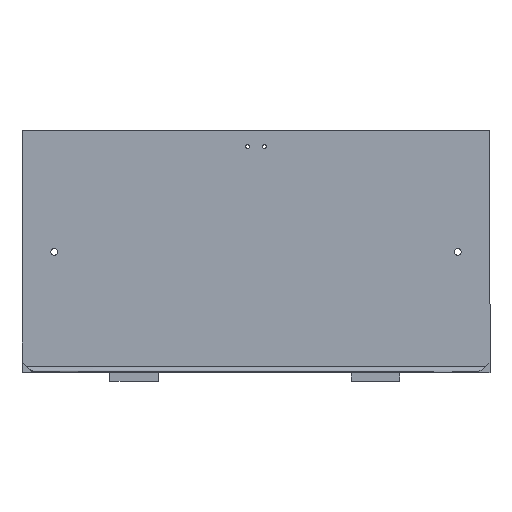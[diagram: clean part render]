
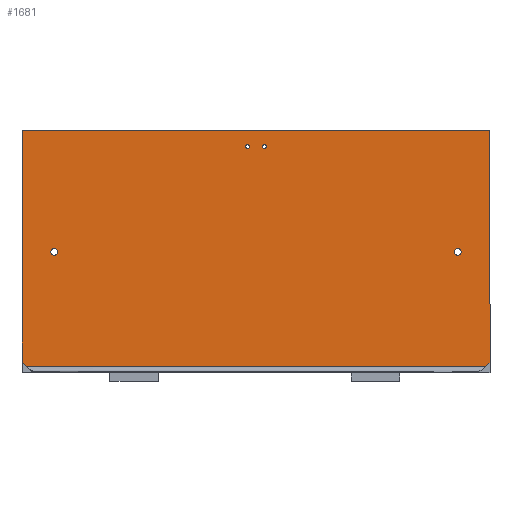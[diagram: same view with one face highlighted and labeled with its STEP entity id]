
A CAD part, top view. The second image highlights one B-rep face of the part: STEP entity #1681.
In plain terms, the highlighted planar face has unit normal (0, 0, 1).
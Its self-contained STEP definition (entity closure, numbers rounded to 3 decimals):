
#27 = DIRECTION ( 'NONE',  ( 0., 0., 1. ) ) ;
#29 = VERTEX_POINT ( 'NONE', #831 ) ;
#73 = LINE ( 'NONE', #457, #832 ) ;
#87 = CARTESIAN_POINT ( 'NONE',  ( -145., 90., 0.531 ) ) ;
#90 = DIRECTION ( 'NONE',  ( 0., 0., 1. ) ) ;
#100 = ORIENTED_EDGE ( 'NONE', *, *, #668, .F. ) ;
#118 = ORIENTED_EDGE ( 'NONE', *, *, #492, .F. ) ;
#125 = CARTESIAN_POINT ( 'NONE',  ( 145., 90., 0.531 ) ) ;
#148 = CIRCLE ( 'NONE', #594, 1.25 ) ;
#165 = CARTESIAN_POINT ( 'NONE',  ( 5.15, 80.2, 0.531 ) ) ;
#177 = EDGE_CURVE ( 'NONE', #471, #429, #148, .T. ) ;
#186 = EDGE_CURVE ( 'NONE', #1180, #700, #73, .T. ) ;
#219 = CARTESIAN_POINT ( 'NONE',  ( -6.4, 80.2, 0.531 ) ) ;
#221 = DIRECTION ( 'NONE',  ( 0., 0., 1. ) ) ;
#225 = EDGE_CURVE ( 'NONE', #885, #1180, #1518, .T. ) ;
#262 = DIRECTION ( 'NONE',  ( 0., 1., 0. ) ) ;
#271 = CARTESIAN_POINT ( 'NONE',  ( 127.1, 15., 0.531 ) ) ;
#274 = ORIENTED_EDGE ( 'NONE', *, *, #1256, .T. ) ;
#286 = CARTESIAN_POINT ( 'NONE',  ( 125., 15., 0.531 ) ) ;
#293 = VERTEX_POINT ( 'NONE', #595 ) ;
#314 = CARTESIAN_POINT ( 'NONE',  ( 6.4, 80.2, 0.531 ) ) ;
#317 = VECTOR ( 'NONE', #262, 1000. ) ;
#324 = CARTESIAN_POINT ( 'NONE',  ( -145., -53.248, 0.531 ) ) ;
#326 = EDGE_CURVE ( 'NONE', #1296, #861, #1212, .T. ) ;
#333 = DIRECTION ( 'NONE',  ( 0., 0., 1. ) ) ;
#342 = VECTOR ( 'NONE', #1349, 1000. ) ;
#354 = EDGE_CURVE ( 'NONE', #700, #1549, #423, .T. ) ;
#357 = DIRECTION ( 'NONE',  ( 1., 0., 0. ) ) ;
#376 = ORIENTED_EDGE ( 'NONE', *, *, #1500, .F. ) ;
#380 = CARTESIAN_POINT ( 'NONE',  ( -127.1, 15., 0.531 ) ) ;
#390 = CARTESIAN_POINT ( 'NONE',  ( 122.9, 15., 0.531 ) ) ;
#397 = AXIS2_PLACEMENT_3D ( 'NONE', #896, #1417, #1028 ) ;
#403 = DIRECTION ( 'NONE',  ( 1., 0., 0. ) ) ;
#411 = ORIENTED_EDGE ( 'NONE', *, *, #326, .F. ) ;
#423 = LINE ( 'NONE', #1473, #1277 ) ;
#425 = DIRECTION ( 'NONE',  ( 0., 0., 1. ) ) ;
#429 = VERTEX_POINT ( 'NONE', #219 ) ;
#444 = FACE_OUTER_BOUND ( 'NONE', #593, .T. ) ;
#451 = AXIS2_PLACEMENT_3D ( 'NONE', #956, #333, #978 ) ;
#457 = CARTESIAN_POINT ( 'NONE',  ( -145., 90., 0.531 ) ) ;
#471 = VERTEX_POINT ( 'NONE', #491 ) ;
#480 = ORIENTED_EDGE ( 'NONE', *, *, #654, .T. ) ;
#491 = CARTESIAN_POINT ( 'NONE',  ( -3.9, 80.2, 0.531 ) ) ;
#492 = EDGE_CURVE ( 'NONE', #861, #1296, #597, .T. ) ;
#498 = ORIENTED_EDGE ( 'NONE', *, *, #1168, .F. ) ;
#524 = CARTESIAN_POINT ( 'NONE',  ( 145., 90., 0.531 ) ) ;
#547 = ORIENTED_EDGE ( 'NONE', *, *, #177, .F. ) ;
#593 = EDGE_LOOP ( 'NONE', ( #1472, #480, #274, #913, #1447, #1522 ) ) ;
#594 = AXIS2_PLACEMENT_3D ( 'NONE', #1402, #1255, #1243 ) ;
#595 = CARTESIAN_POINT ( 'NONE',  ( 3.9, 80.2, 0.531 ) ) ;
#597 = CIRCLE ( 'NONE', #1165, 2.1 ) ;
#654 = EDGE_CURVE ( 'NONE', #1012, #1037, #1621, .T. ) ;
#668 = EDGE_CURVE ( 'NONE', #29, #1625, #1593, .T. ) ;
#700 = VERTEX_POINT ( 'NONE', #324 ) ;
#737 = EDGE_CURVE ( 'NONE', #1012, #1549, #1538, .T. ) ;
#739 = DIRECTION ( 'NONE',  ( 1., 0., 0. ) ) ;
#752 = FACE_BOUND ( 'NONE', #1576, .T. ) ;
#764 = EDGE_LOOP ( 'NONE', ( #498, #547 ) ) ;
#783 = VECTOR ( 'NONE', #900, 1000. ) ;
#788 = AXIS2_PLACEMENT_3D ( 'NONE', #1129, #221, #357 ) ;
#793 = ORIENTED_EDGE ( 'NONE', *, *, #958, .F. ) ;
#803 = AXIS2_PLACEMENT_3D ( 'NONE', #286, #813, #1338 ) ;
#813 = DIRECTION ( 'NONE',  ( 0., 0., 1. ) ) ;
#831 = CARTESIAN_POINT ( 'NONE',  ( -122.9, 15., 0.531 ) ) ;
#832 = VECTOR ( 'NONE', #1634, 1000. ) ;
#838 = AXIS2_PLACEMENT_3D ( 'NONE', #165, #425, #1211 ) ;
#840 = CARTESIAN_POINT ( 'NONE',  ( 145., -53.248, 0.531 ) ) ;
#848 = CARTESIAN_POINT ( 'NONE',  ( 142.312, -55.935, 0.531 ) ) ;
#852 = EDGE_CURVE ( 'NONE', #1625, #29, #974, .T. ) ;
#858 = CARTESIAN_POINT ( 'NONE',  ( 0., 0., 0.531 ) ) ;
#861 = VERTEX_POINT ( 'NONE', #271 ) ;
#885 = VERTEX_POINT ( 'NONE', #524 ) ;
#886 = CARTESIAN_POINT ( 'NONE',  ( 125., 15., 0.531 ) ) ;
#896 = CARTESIAN_POINT ( 'NONE',  ( -5.15, 80.2, 0.531 ) ) ;
#900 = DIRECTION ( 'NONE',  ( -1., 0., 0. ) ) ;
#902 = CIRCLE ( 'NONE', #788, 1.25 ) ;
#913 = ORIENTED_EDGE ( 'NONE', *, *, #225, .T. ) ;
#919 = CIRCLE ( 'NONE', #838, 1.25 ) ;
#929 = LINE ( 'NONE', #125, #317 ) ;
#947 = DIRECTION ( 'NONE',  ( 0.707, -0.707, 0. ) ) ;
#956 = CARTESIAN_POINT ( 'NONE',  ( -125., 15., 0.531 ) ) ;
#958 = EDGE_CURVE ( 'NONE', #293, #1638, #919, .T. ) ;
#965 = FACE_BOUND ( 'NONE', #1333, .T. ) ;
#974 = CIRCLE ( 'NONE', #1458, 2.1 ) ;
#978 = DIRECTION ( 'NONE',  ( 1., 0., 0. ) ) ;
#998 = DIRECTION ( 'NONE',  ( -1., 0., 0. ) ) ;
#1012 = VERTEX_POINT ( 'NONE', #848 ) ;
#1021 = CARTESIAN_POINT ( 'NONE',  ( -142.312, -55.935, 0.531 ) ) ;
#1024 = CARTESIAN_POINT ( 'NONE',  ( 0., -55.935, 0.531 ) ) ;
#1028 = DIRECTION ( 'NONE',  ( 1., 0., 0. ) ) ;
#1037 = VERTEX_POINT ( 'NONE', #840 ) ;
#1058 = CARTESIAN_POINT ( 'NONE',  ( -145., 90., 0.531 ) ) ;
#1085 = EDGE_LOOP ( 'NONE', ( #1314, #100 ) ) ;
#1129 = CARTESIAN_POINT ( 'NONE',  ( 5.15, 80.2, 0.531 ) ) ;
#1141 = CIRCLE ( 'NONE', #397, 1.25 ) ;
#1165 = AXIS2_PLACEMENT_3D ( 'NONE', #886, #90, #739 ) ;
#1168 = EDGE_CURVE ( 'NONE', #429, #471, #1141, .T. ) ;
#1180 = VERTEX_POINT ( 'NONE', #1058 ) ;
#1196 = CARTESIAN_POINT ( 'NONE',  ( -125., 15., 0.531 ) ) ;
#1211 = DIRECTION ( 'NONE',  ( 1., 0., 0. ) ) ;
#1212 = CIRCLE ( 'NONE', #803, 2.1 ) ;
#1243 = DIRECTION ( 'NONE',  ( 1., 0., 0. ) ) ;
#1255 = DIRECTION ( 'NONE',  ( 0., 0., 1. ) ) ;
#1256 = EDGE_CURVE ( 'NONE', #1037, #885, #929, .T. ) ;
#1277 = VECTOR ( 'NONE', #947, 1000. ) ;
#1296 = VERTEX_POINT ( 'NONE', #390 ) ;
#1303 = VECTOR ( 'NONE', #998, 1000. ) ;
#1314 = ORIENTED_EDGE ( 'NONE', *, *, #852, .F. ) ;
#1333 = EDGE_LOOP ( 'NONE', ( #793, #376 ) ) ;
#1338 = DIRECTION ( 'NONE',  ( 1., 0., 0. ) ) ;
#1349 = DIRECTION ( 'NONE',  ( 0.707, 0.707, 0. ) ) ;
#1377 = DIRECTION ( 'NONE',  ( 1., 0., 0. ) ) ;
#1389 = PLANE ( 'NONE',  #1573 ) ;
#1402 = CARTESIAN_POINT ( 'NONE',  ( -5.15, 80.2, 0.531 ) ) ;
#1417 = DIRECTION ( 'NONE',  ( 0., 0., 1. ) ) ;
#1447 = ORIENTED_EDGE ( 'NONE', *, *, #186, .T. ) ;
#1458 = AXIS2_PLACEMENT_3D ( 'NONE', #1196, #27, #403 ) ;
#1472 = ORIENTED_EDGE ( 'NONE', *, *, #737, .F. ) ;
#1473 = CARTESIAN_POINT ( 'NONE',  ( -145., -53.248, 0.531 ) ) ;
#1484 = DIRECTION ( 'NONE',  ( 0., 0., 1. ) ) ;
#1500 = EDGE_CURVE ( 'NONE', #1638, #293, #902, .T. ) ;
#1507 = FACE_BOUND ( 'NONE', #764, .T. ) ;
#1518 = LINE ( 'NONE', #87, #1303 ) ;
#1522 = ORIENTED_EDGE ( 'NONE', *, *, #354, .T. ) ;
#1538 = LINE ( 'NONE', #1024, #783 ) ;
#1549 = VERTEX_POINT ( 'NONE', #1021 ) ;
#1573 = AXIS2_PLACEMENT_3D ( 'NONE', #858, #1484, #1377 ) ;
#1576 = EDGE_LOOP ( 'NONE', ( #411, #118 ) ) ;
#1593 = CIRCLE ( 'NONE', #451, 2.1 ) ;
#1603 = CARTESIAN_POINT ( 'NONE',  ( 145., -53.248, 0.531 ) ) ;
#1621 = LINE ( 'NONE', #1603, #342 ) ;
#1625 = VERTEX_POINT ( 'NONE', #380 ) ;
#1634 = DIRECTION ( 'NONE',  ( 0., -1., 0. ) ) ;
#1638 = VERTEX_POINT ( 'NONE', #314 ) ;
#1653 = FACE_BOUND ( 'NONE', #1085, .T. ) ;
#1681 = ADVANCED_FACE ( 'NONE', ( #965, #1507, #752, #1653, #444 ), #1389, .T. ) ;
